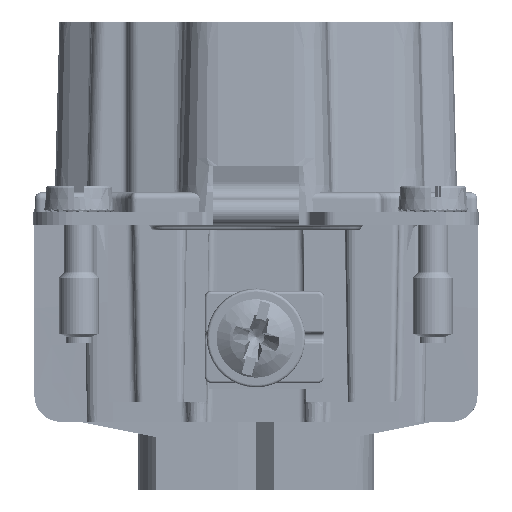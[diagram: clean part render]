
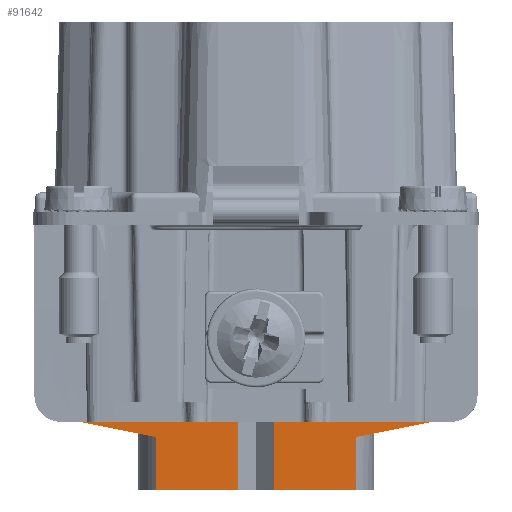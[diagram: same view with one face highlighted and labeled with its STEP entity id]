
A CAD part, front view. The second image highlights one B-rep face of the part: STEP entity #91642.
In plain terms, the highlighted planar face has unit normal (0, -1, 0).
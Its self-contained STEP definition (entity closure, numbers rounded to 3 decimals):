
#91446=AXIS2_PLACEMENT_3D('Plane Axis2P3D',#91443,#91444,#91445) ;
#91459=AXIS2_PLACEMENT_3D('Circle Axis2P3D',#91457,#91458,$) ;
#91501=AXIS2_PLACEMENT_3D('Circle Axis2P3D',#91499,#91500,$) ;
#91520=AXIS2_PLACEMENT_3D('Circle Axis2P3D',#91518,#91519,$) ;
#91562=AXIS2_PLACEMENT_3D('Circle Axis2P3D',#91560,#91561,$) ;
#15608=CARTESIAN_POINT('Line Origine',(7.392,15.3,6.2)) ;
#15612=CARTESIAN_POINT('Vertex',(11.006,15.3,6.2)) ;
#15614=CARTESIAN_POINT('Vertex',(3.778,15.3,6.2)) ;
#15617=CARTESIAN_POINT('Line Origine',(17.,15.3,6.2)) ;
#15621=CARTESIAN_POINT('Vertex',(22.994,15.3,6.2)) ;
#15624=CARTESIAN_POINT('Line Origine',(26.608,15.3,6.2)) ;
#15628=CARTESIAN_POINT('Vertex',(30.222,15.3,6.2)) ;
#91418=CARTESIAN_POINT('Vertex',(9.362,15.3,0.)) ;
#91421=CARTESIAN_POINT('Line Origine',(9.362,15.3,2.153)) ;
#91425=CARTESIAN_POINT('Vertex',(9.362,15.3,4.03)) ;
#91443=CARTESIAN_POINT('Axis2P3D Location',(17.,15.3,20.2)) ;
#91448=CARTESIAN_POINT('Line Origine',(27.554,15.3,4.616)) ;
#91452=CARTESIAN_POINT('Vertex',(24.638,15.3,4.03)) ;
#91454=CARTESIAN_POINT('Vertex',(30.47,15.3,5.201)) ;
#91457=CARTESIAN_POINT('Axis2P3D Location',(30.4,15.3,8.2)) ;
#91461=CARTESIAN_POINT('Vertex',(33.399,15.3,8.158)) ;
#91464=CARTESIAN_POINT('Line Origine',(33.443,15.3,11.229)) ;
#91468=CARTESIAN_POINT('Vertex',(33.486,15.3,14.3)) ;
#91471=CARTESIAN_POINT('Line Origine',(33.493,15.3,14.8)) ;
#91475=CARTESIAN_POINT('Vertex',(33.5,15.3,15.3)) ;
#91478=CARTESIAN_POINT('Line Origine',(33.,15.3,15.3)) ;
#91482=CARTESIAN_POINT('Vertex',(32.5,15.3,15.3)) ;
#91485=CARTESIAN_POINT('Line Origine',(32.438,15.3,15.3)) ;
#91489=CARTESIAN_POINT('Vertex',(32.376,15.3,15.3)) ;
#91492=CARTESIAN_POINT('Line Origine',(32.376,15.3,11.75)) ;
#91496=CARTESIAN_POINT('Vertex',(32.376,15.3,8.2)) ;
#91499=CARTESIAN_POINT('Axis2P3D Location',(30.376,15.3,8.2)) ;
#91503=CARTESIAN_POINT('Vertex',(30.376,15.3,6.2)) ;
#91506=CARTESIAN_POINT('Line Origine',(30.299,15.3,6.2)) ;
#91511=CARTESIAN_POINT('Line Origine',(3.701,15.3,6.2)) ;
#91515=CARTESIAN_POINT('Vertex',(3.624,15.3,6.2)) ;
#91518=CARTESIAN_POINT('Axis2P3D Location',(3.624,15.3,8.2)) ;
#91522=CARTESIAN_POINT('Vertex',(1.624,15.3,8.2)) ;
#91525=CARTESIAN_POINT('Line Origine',(1.624,15.3,11.75)) ;
#91529=CARTESIAN_POINT('Vertex',(1.624,15.3,15.3)) ;
#91532=CARTESIAN_POINT('Line Origine',(1.562,15.3,15.3)) ;
#91536=CARTESIAN_POINT('Vertex',(1.5,15.3,15.3)) ;
#91539=CARTESIAN_POINT('Line Origine',(1.,15.3,15.3)) ;
#91543=CARTESIAN_POINT('Vertex',(0.5,15.3,15.3)) ;
#91546=CARTESIAN_POINT('Line Origine',(0.507,15.3,14.8)) ;
#91550=CARTESIAN_POINT('Vertex',(0.514,15.3,14.3)) ;
#91553=CARTESIAN_POINT('Line Origine',(0.557,15.3,11.229)) ;
#91557=CARTESIAN_POINT('Vertex',(0.601,15.3,8.158)) ;
#91560=CARTESIAN_POINT('Axis2P3D Location',(3.6,15.3,8.2)) ;
#91564=CARTESIAN_POINT('Vertex',(3.53,15.3,5.201)) ;
#91567=CARTESIAN_POINT('Line Origine',(6.446,15.3,4.616)) ;
#91572=CARTESIAN_POINT('Line Origine',(12.508,15.3,0.)) ;
#91576=CARTESIAN_POINT('Vertex',(15.653,15.3,0.)) ;
#91579=CARTESIAN_POINT('Line Origine',(15.653,15.3,2.618)) ;
#91583=CARTESIAN_POINT('Vertex',(15.653,15.3,5.236)) ;
#91586=CARTESIAN_POINT('Line Origine',(17.,15.3,5.236)) ;
#91590=CARTESIAN_POINT('Vertex',(18.347,15.3,5.236)) ;
#91593=CARTESIAN_POINT('Line Origine',(18.347,15.3,2.618)) ;
#91597=CARTESIAN_POINT('Vertex',(18.347,15.3,0.)) ;
#91600=CARTESIAN_POINT('Line Origine',(21.492,15.3,0.)) ;
#91604=CARTESIAN_POINT('Vertex',(24.638,15.3,0.)) ;
#91607=CARTESIAN_POINT('Line Origine',(24.638,15.3,2.015)) ;
#15609=DIRECTION('Vector Direction',(-1.,0.,0.)) ;
#15618=DIRECTION('Vector Direction',(1.,0.,0.)) ;
#15625=DIRECTION('Vector Direction',(-1.,0.,0.)) ;
#91422=DIRECTION('Vector Direction',(0.,0.,-1.)) ;
#91444=DIRECTION('Axis2P3D Direction',(0.,1.,0.)) ;
#91445=DIRECTION('Axis2P3D XDirection',(1.,0.,0.)) ;
#91449=DIRECTION('Vector Direction',(0.98,0.,0.197)) ;
#91458=DIRECTION('Axis2P3D Direction',(0.,1.,0.)) ;
#91465=DIRECTION('Vector Direction',(0.014,0.,1.)) ;
#91472=DIRECTION('Vector Direction',(0.014,0.,1.)) ;
#91479=DIRECTION('Vector Direction',(1.,0.,0.)) ;
#91486=DIRECTION('Vector Direction',(-1.,0.,0.)) ;
#91493=DIRECTION('Vector Direction',(0.,0.,-1.)) ;
#91500=DIRECTION('Axis2P3D Direction',(0.,1.,0.)) ;
#91507=DIRECTION('Vector Direction',(-1.,0.,0.)) ;
#91512=DIRECTION('Vector Direction',(-1.,0.,0.)) ;
#91519=DIRECTION('Axis2P3D Direction',(0.,1.,0.)) ;
#91526=DIRECTION('Vector Direction',(0.,0.,-1.)) ;
#91533=DIRECTION('Vector Direction',(-1.,0.,0.)) ;
#91540=DIRECTION('Vector Direction',(1.,0.,0.)) ;
#91547=DIRECTION('Vector Direction',(-0.014,0.,1.)) ;
#91554=DIRECTION('Vector Direction',(-0.014,0.,1.)) ;
#91561=DIRECTION('Axis2P3D Direction',(0.,1.,0.)) ;
#91568=DIRECTION('Vector Direction',(-0.98,0.,0.197)) ;
#91573=DIRECTION('Vector Direction',(1.,0.,0.)) ;
#91580=DIRECTION('Vector Direction',(0.,0.,-1.)) ;
#91587=DIRECTION('Vector Direction',(1.,0.,0.)) ;
#91594=DIRECTION('Vector Direction',(0.,0.,-1.)) ;
#91601=DIRECTION('Vector Direction',(1.,0.,0.)) ;
#91608=DIRECTION('Vector Direction',(0.,0.,1.)) ;
#15610=VECTOR('Line Direction',#15609,1.) ;
#15619=VECTOR('Line Direction',#15618,1.) ;
#15626=VECTOR('Line Direction',#15625,1.) ;
#91423=VECTOR('Line Direction',#91422,1.) ;
#91450=VECTOR('Line Direction',#91449,1.) ;
#91466=VECTOR('Line Direction',#91465,1.) ;
#91473=VECTOR('Line Direction',#91472,1.) ;
#91480=VECTOR('Line Direction',#91479,1.) ;
#91487=VECTOR('Line Direction',#91486,1.) ;
#91494=VECTOR('Line Direction',#91493,1.) ;
#91508=VECTOR('Line Direction',#91507,1.) ;
#91513=VECTOR('Line Direction',#91512,1.) ;
#91527=VECTOR('Line Direction',#91526,1.) ;
#91534=VECTOR('Line Direction',#91533,1.) ;
#91541=VECTOR('Line Direction',#91540,1.) ;
#91548=VECTOR('Line Direction',#91547,1.) ;
#91555=VECTOR('Line Direction',#91554,1.) ;
#91569=VECTOR('Line Direction',#91568,1.) ;
#91574=VECTOR('Line Direction',#91573,1.) ;
#91581=VECTOR('Line Direction',#91580,1.) ;
#91588=VECTOR('Line Direction',#91587,1.) ;
#91595=VECTOR('Line Direction',#91594,1.) ;
#91602=VECTOR('Line Direction',#91601,1.) ;
#91609=VECTOR('Line Direction',#91608,1.) ;
#91613=ORIENTED_EDGE('',*,*,#91456,.T.) ;
#91614=ORIENTED_EDGE('',*,*,#91463,.T.) ;
#91615=ORIENTED_EDGE('',*,*,#91470,.T.) ;
#91616=ORIENTED_EDGE('',*,*,#91477,.T.) ;
#91617=ORIENTED_EDGE('',*,*,#91484,.T.) ;
#91618=ORIENTED_EDGE('',*,*,#91491,.T.) ;
#91619=ORIENTED_EDGE('',*,*,#91498,.T.) ;
#91620=ORIENTED_EDGE('',*,*,#91505,.T.) ;
#91621=ORIENTED_EDGE('',*,*,#91510,.F.) ;
#91622=ORIENTED_EDGE('',*,*,#15630,.F.) ;
#91623=ORIENTED_EDGE('',*,*,#15623,.T.) ;
#91624=ORIENTED_EDGE('',*,*,#15616,.T.) ;
#91625=ORIENTED_EDGE('',*,*,#91517,.T.) ;
#91626=ORIENTED_EDGE('',*,*,#91524,.F.) ;
#91627=ORIENTED_EDGE('',*,*,#91531,.F.) ;
#91628=ORIENTED_EDGE('',*,*,#91538,.F.) ;
#91629=ORIENTED_EDGE('',*,*,#91545,.F.) ;
#91630=ORIENTED_EDGE('',*,*,#91552,.F.) ;
#91631=ORIENTED_EDGE('',*,*,#91559,.F.) ;
#91632=ORIENTED_EDGE('',*,*,#91566,.F.) ;
#91633=ORIENTED_EDGE('',*,*,#91571,.F.) ;
#91634=ORIENTED_EDGE('',*,*,#91427,.T.) ;
#91635=ORIENTED_EDGE('',*,*,#91578,.T.) ;
#91636=ORIENTED_EDGE('',*,*,#91585,.T.) ;
#91637=ORIENTED_EDGE('',*,*,#91592,.F.) ;
#91638=ORIENTED_EDGE('',*,*,#91599,.F.) ;
#91639=ORIENTED_EDGE('',*,*,#91606,.T.) ;
#91640=ORIENTED_EDGE('',*,*,#91611,.T.) ;
#91642=ADVANCED_FACE('Hauptk\X2\00F6\X0\rper',(#91641),#91447,.F.) ;
#91460=CIRCLE('generated circle',#91459,3.) ;
#91502=CIRCLE('generated circle',#91501,2.) ;
#91521=CIRCLE('generated circle',#91520,2.) ;
#91563=CIRCLE('generated circle',#91562,3.) ;
#15616=EDGE_CURVE('',#15613,#15615,#15611,.T.) ;
#15623=EDGE_CURVE('',#15622,#15613,#15620,.F.) ;
#15630=EDGE_CURVE('',#15622,#15629,#15627,.F.) ;
#91427=EDGE_CURVE('',#91426,#91419,#91424,.T.) ;
#91456=EDGE_CURVE('',#91453,#91455,#91451,.T.) ;
#91463=EDGE_CURVE('',#91455,#91462,#91460,.F.) ;
#91470=EDGE_CURVE('',#91462,#91469,#91467,.T.) ;
#91477=EDGE_CURVE('',#91469,#91476,#91474,.T.) ;
#91484=EDGE_CURVE('',#91476,#91483,#91481,.F.) ;
#91491=EDGE_CURVE('',#91483,#91490,#91488,.T.) ;
#91498=EDGE_CURVE('',#91490,#91497,#91495,.T.) ;
#91505=EDGE_CURVE('',#91497,#91504,#91502,.T.) ;
#91510=EDGE_CURVE('',#15629,#91504,#91509,.F.) ;
#91517=EDGE_CURVE('',#15615,#91516,#91514,.T.) ;
#91524=EDGE_CURVE('',#91523,#91516,#91521,.F.) ;
#91531=EDGE_CURVE('',#91530,#91523,#91528,.T.) ;
#91538=EDGE_CURVE('',#91537,#91530,#91535,.F.) ;
#91545=EDGE_CURVE('',#91544,#91537,#91542,.T.) ;
#91552=EDGE_CURVE('',#91551,#91544,#91549,.T.) ;
#91559=EDGE_CURVE('',#91558,#91551,#91556,.T.) ;
#91566=EDGE_CURVE('',#91565,#91558,#91563,.T.) ;
#91571=EDGE_CURVE('',#91426,#91565,#91570,.T.) ;
#91578=EDGE_CURVE('',#91419,#91577,#91575,.T.) ;
#91585=EDGE_CURVE('',#91577,#91584,#91582,.F.) ;
#91592=EDGE_CURVE('',#91591,#91584,#91589,.F.) ;
#91599=EDGE_CURVE('',#91598,#91591,#91596,.F.) ;
#91606=EDGE_CURVE('',#91598,#91605,#91603,.T.) ;
#91611=EDGE_CURVE('',#91605,#91453,#91610,.T.) ;
#91612=EDGE_LOOP('',(#91613,#91614,#91615,#91616,#91617,#91618,#91619,#91620,#91621,#91622,#91623,#91624,#91625,#91626,#91627,#91628,#91629,#91630,#91631,#91632,#91633,#91634,#91635,#91636,#91637,#91638,#91639,#91640)) ;
#91641=FACE_OUTER_BOUND('',#91612,.T.) ;
#15611=LINE('Line',#15608,#15610) ;
#15620=LINE('Line',#15617,#15619) ;
#15627=LINE('Line',#15624,#15626) ;
#91424=LINE('Line',#91421,#91423) ;
#91451=LINE('Line',#91448,#91450) ;
#91467=LINE('Line',#91464,#91466) ;
#91474=LINE('Line',#91471,#91473) ;
#91481=LINE('Line',#91478,#91480) ;
#91488=LINE('Line',#91485,#91487) ;
#91495=LINE('Line',#91492,#91494) ;
#91509=LINE('Line',#91506,#91508) ;
#91514=LINE('Line',#91511,#91513) ;
#91528=LINE('Line',#91525,#91527) ;
#91535=LINE('Line',#91532,#91534) ;
#91542=LINE('Line',#91539,#91541) ;
#91549=LINE('Line',#91546,#91548) ;
#91556=LINE('Line',#91553,#91555) ;
#91570=LINE('Line',#91567,#91569) ;
#91575=LINE('Line',#91572,#91574) ;
#91582=LINE('Line',#91579,#91581) ;
#91589=LINE('Line',#91586,#91588) ;
#91596=LINE('Line',#91593,#91595) ;
#91603=LINE('Line',#91600,#91602) ;
#91610=LINE('Line',#91607,#91609) ;
#91447=PLANE('',#91446) ;
#15613=VERTEX_POINT('',#15612) ;
#15615=VERTEX_POINT('',#15614) ;
#15622=VERTEX_POINT('',#15621) ;
#15629=VERTEX_POINT('',#15628) ;
#91419=VERTEX_POINT('',#91418) ;
#91426=VERTEX_POINT('',#91425) ;
#91453=VERTEX_POINT('',#91452) ;
#91455=VERTEX_POINT('',#91454) ;
#91462=VERTEX_POINT('',#91461) ;
#91469=VERTEX_POINT('',#91468) ;
#91476=VERTEX_POINT('',#91475) ;
#91483=VERTEX_POINT('',#91482) ;
#91490=VERTEX_POINT('',#91489) ;
#91497=VERTEX_POINT('',#91496) ;
#91504=VERTEX_POINT('',#91503) ;
#91516=VERTEX_POINT('',#91515) ;
#91523=VERTEX_POINT('',#91522) ;
#91530=VERTEX_POINT('',#91529) ;
#91537=VERTEX_POINT('',#91536) ;
#91544=VERTEX_POINT('',#91543) ;
#91551=VERTEX_POINT('',#91550) ;
#91558=VERTEX_POINT('',#91557) ;
#91565=VERTEX_POINT('',#91564) ;
#91577=VERTEX_POINT('',#91576) ;
#91584=VERTEX_POINT('',#91583) ;
#91591=VERTEX_POINT('',#91590) ;
#91598=VERTEX_POINT('',#91597) ;
#91605=VERTEX_POINT('',#91604) ;
